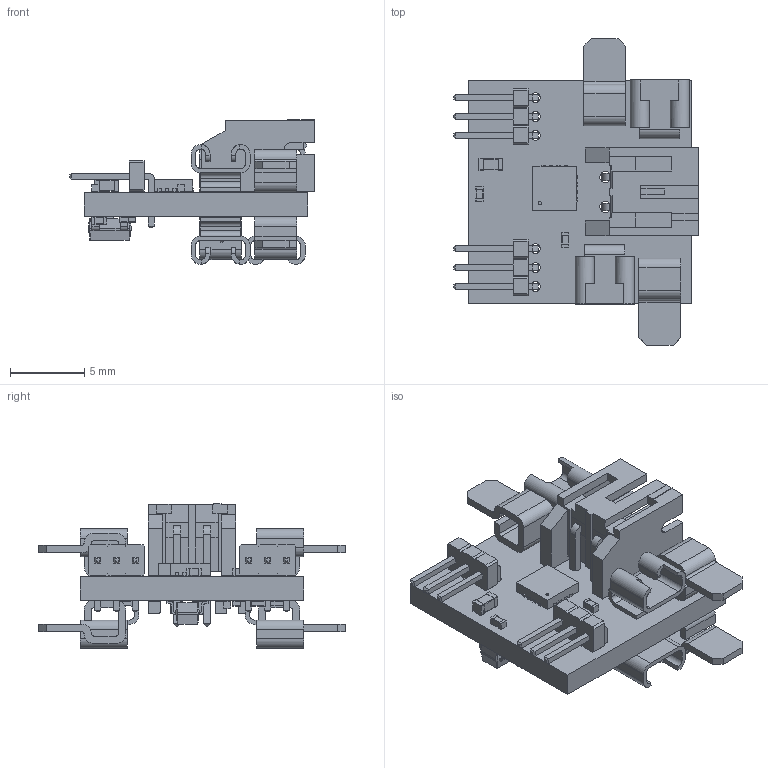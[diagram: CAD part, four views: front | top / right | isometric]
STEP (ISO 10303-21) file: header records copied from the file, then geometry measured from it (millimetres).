
FILE_DESCRIPTION(('KiCad electronic assembly'),'2;1');
FILE_NAME('DRV8213 brushed Motor Driver.step','2024-12-29T12:20:24',( 'Pcbnew'),('Kicad'),'Open CASCADE STEP processor 7.6', 'KiCad to STEP converter','Unknown');
FILE_SCHEMA(('AUTOMOTIVE_DESIGN { 1 0 10303 214 1 1 1 1 }'));
Length unit declared in the file: millimetre
Products named in the file (20): DRV8213 brushed Motor Driver 1; Keystone 3579; Keystone 3569 half; C_0402_1005Metric; PinHeader_1x03_P1.27mm_Horizontal; PinHeader_1x03_P127mm_Horizontal; C_0603_1608Metric; JST_PH_S2B-PH-K_1x02_P2.00mm_Horizontal; JST_S2B_PH_K; WQFN-16-1EP_3x3mm_P0.5mm_EP1.6x1.6mm; WQFN_16_1EP_3x3mm_P05mm_EP16x16mm; R_0402_1005Metric; SOT-23-5; SOT_23_5; DRV8213 brushed Motor Driver_PCB
Assembly tree (34 placements, depth 3):
  DRV8213 brushed Motor Driver 1
    Keystone 3579  x4
      Keystone 3579
    Keystone 3569 half  x4
      Keystone 3569 half
    C_0402_1005Metric  x3
      C_0402_1005Metric
    PinHeader_1x03_P1.27mm_Horizontal  x2
      PinHeader_1x03_P127mm_Horizontal
    C_0603_1608Metric  x6
      C_0603_1608Metric
    JST_PH_S2B-PH-K_1x02_P2.00mm_Horizontal
      JST_S2B_PH_K
    WQFN-16-1EP_3x3mm_P0.5mm_EP1.6x1.6mm
      WQFN_16_1EP_3x3mm_P05mm_EP16x16mm
    R_0402_1005Metric  x2
      R_0402_1005Metric
    SOT-23-5
      SOT_23_5
    DRV8213 brushed Motor Driver_PCB
Bounding box: 16.45 x 20.6 x 9.72 mm (x, y, z)
Volume: 606.3 mm3; surface area: 1778.2 mm2
Topology: 25 solids, 25 shells, 1093 faces, 2905 edges, 1894 vertices
Faces by surface type: plane 791, cylinder 273, bspline 29
Full cylindrical faces by diameter (mm): 0.2 x1, 0.3 x4, 0.65 x6, 0.75 x2
Entity records: 21883 total; most frequent: CARTESIAN_POINT 3310, ORIENTED_EDGE 3124, DIRECTION 2910, EDGE_CURVE 1562, LINE 1326, VECTOR 1326, VERTEX_POINT 1012, AXIS2_PLACEMENT_3D 792
